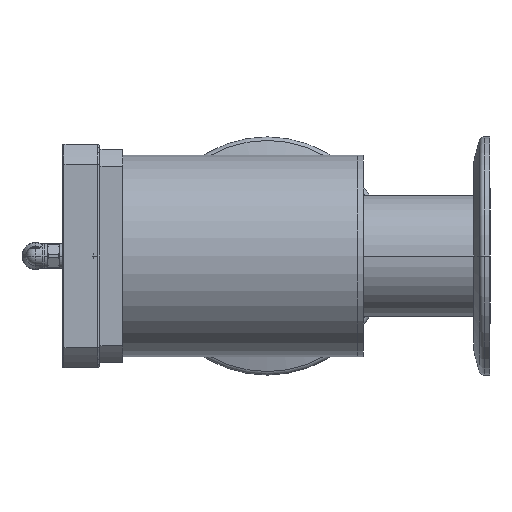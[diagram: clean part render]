
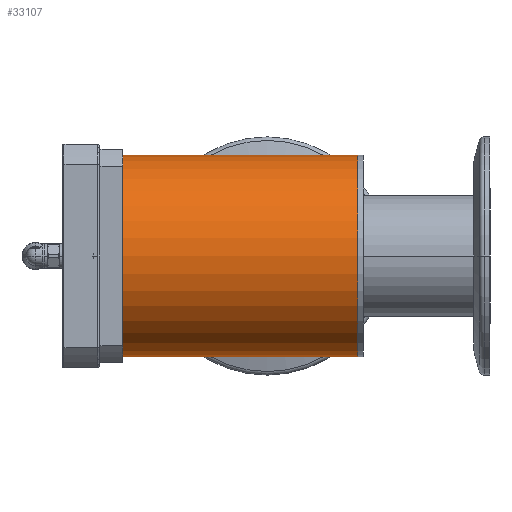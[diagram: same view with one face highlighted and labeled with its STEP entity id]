
A CAD part, left-side view. The second image highlights one B-rep face of the part: STEP entity #33107.
In plain terms, the highlighted cylindrical face has radius 31.75 mm (diameter 63.5 mm), a partial arc.
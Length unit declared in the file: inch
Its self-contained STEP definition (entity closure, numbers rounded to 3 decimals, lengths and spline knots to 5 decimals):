
#13462 = ORIENTED_EDGE ( 'NONE', *, *, #58974, .F. ) ;
#15288 = AXIS2_PLACEMENT_3D ( 'NONE', #78920, #69885, #102396 ) ;
#15567 = DIRECTION ( 'NONE',  ( 0., -1., 0. ) ) ;
#18483 = VERTEX_POINT ( 'NONE', #49640 ) ;
#20717 = VECTOR ( 'NONE', #80369, 39.37008 ) ;
#23843 = EDGE_CURVE ( 'NONE', #34252, #96545, #56859, .T. ) ;
#25875 = CARTESIAN_POINT ( 'NONE',  ( -1.39819, 1.65397, 3.91538 ) ) ;
#26893 = ORIENTED_EDGE ( 'NONE', *, *, #71975, .T. ) ;
#26900 = EDGE_CURVE ( 'NONE', #59986, #18483, #47482, .T. ) ;
#30871 = CYLINDRICAL_SURFACE ( 'NONE', #15288, 1.25 ) ;
#31870 = DIRECTION ( 'NONE',  ( 0., 0., 1. ) ) ;
#33107 = ADVANCED_FACE ( 'NONE', ( #36740 ), #30871, .T. ) ;
#34252 = VERTEX_POINT ( 'NONE', #73460 ) ;
#34466 = DIRECTION ( 'NONE',  ( 0., 1., 0. ) ) ;
#36740 = FACE_OUTER_BOUND ( 'NONE', #99140, .T. ) ;
#43443 = CIRCLE ( 'NONE', #94704, 1.25 ) ;
#45536 = ORIENTED_EDGE ( 'NONE', *, *, #26900, .F. ) ;
#47482 = LINE ( 'NONE', #56071, #51776 ) ;
#47820 = CARTESIAN_POINT ( 'NONE',  ( -1.39819, 1.65397, 5.16538 ) ) ;
#49056 = CARTESIAN_POINT ( 'NONE',  ( -1.39819, 4.62897, 6.41538 ) ) ;
#49640 = CARTESIAN_POINT ( 'NONE',  ( -1.39819, 1.65397, 6.41538 ) ) ;
#49936 = DIRECTION ( 'NONE',  ( 0., 0., 1. ) ) ;
#49994 = ORIENTED_EDGE ( 'NONE', *, *, #23843, .T. ) ;
#51776 = VECTOR ( 'NONE', #15567, 39.37008 ) ;
#56071 = CARTESIAN_POINT ( 'NONE',  ( -1.39819, 4.62897, 6.41538 ) ) ;
#56859 = LINE ( 'NONE', #88417, #20717 ) ;
#58974 = EDGE_CURVE ( 'NONE', #34252, #59986, #43443, .T. ) ;
#59986 = VERTEX_POINT ( 'NONE', #49056 ) ;
#65033 = CIRCLE ( 'NONE', #75247, 1.25 ) ;
#69885 = DIRECTION ( 'NONE',  ( 0., -1., 0. ) ) ;
#71975 = EDGE_CURVE ( 'NONE', #96545, #18483, #65033, .T. ) ;
#73460 = CARTESIAN_POINT ( 'NONE',  ( -1.39819, 4.62897, 3.91538 ) ) ;
#75247 = AXIS2_PLACEMENT_3D ( 'NONE', #47820, #105012, #31870 ) ;
#78920 = CARTESIAN_POINT ( 'NONE',  ( -1.39819, 4.62897, 5.16538 ) ) ;
#80369 = DIRECTION ( 'NONE',  ( 0., -1., 0. ) ) ;
#84623 = CARTESIAN_POINT ( 'NONE',  ( -1.39819, 4.62897, 5.16538 ) ) ;
#88417 = CARTESIAN_POINT ( 'NONE',  ( -1.39819, 4.62897, 3.91538 ) ) ;
#94704 = AXIS2_PLACEMENT_3D ( 'NONE', #84623, #34466, #49936 ) ;
#96545 = VERTEX_POINT ( 'NONE', #25875 ) ;
#99140 = EDGE_LOOP ( 'NONE', ( #45536, #13462, #49994, #26893 ) ) ;
#102396 = DIRECTION ( 'NONE',  ( 0., 0., -1. ) ) ;
#105012 = DIRECTION ( 'NONE',  ( 0., 1., 0. ) ) ;
